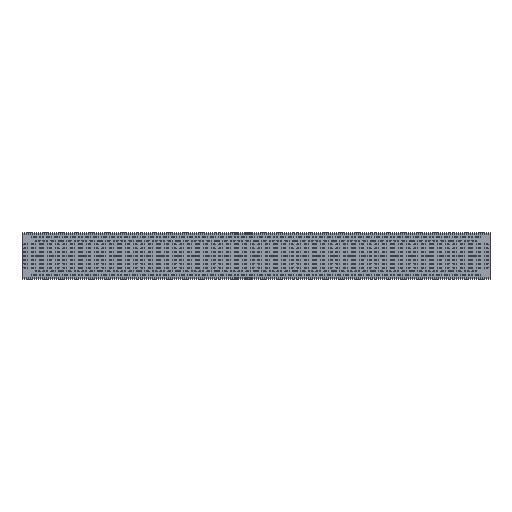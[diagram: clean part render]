
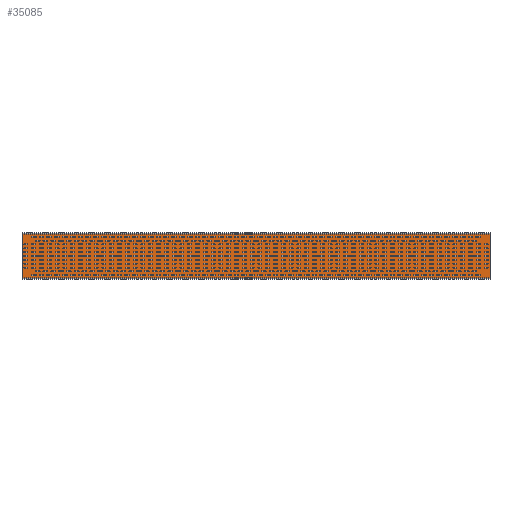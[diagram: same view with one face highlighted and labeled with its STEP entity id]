
A CAD part, top view. The second image highlights one B-rep face of the part: STEP entity #35085.
In plain terms, the highlighted planar face has unit normal (0, 0, 1).
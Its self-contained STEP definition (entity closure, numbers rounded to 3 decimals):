
#4477=FACE_OUTER_BOUND('',#5977,.T.);
#5977=EDGE_LOOP('',(#27824,#27825,#27826,#27827));
#10383=LINE('',#52736,#13267);
#10385=LINE('',#52745,#13269);
#10405=LINE('',#52796,#13289);
#10408=LINE('',#52801,#13292);
#13267=VECTOR('',#41011,1.);
#13269=VECTOR('',#41019,1.);
#13289=VECTOR('',#41069,1.);
#13292=VECTOR('',#41076,1.);
#16158=VERTEX_POINT('',#52733);
#16159=VERTEX_POINT('',#52735);
#16162=VERTEX_POINT('',#52742);
#16163=VERTEX_POINT('',#52744);
#21936=EDGE_CURVE('',#16159,#16158,#10383,.T.);
#21940=EDGE_CURVE('',#16162,#16163,#10385,.T.);
#21967=EDGE_CURVE('',#16163,#16158,#10405,.F.);
#21970=EDGE_CURVE('',#16162,#16159,#10408,.T.);
#27824=ORIENTED_EDGE('',*,*,#21967,.F.);
#27825=ORIENTED_EDGE('',*,*,#21940,.F.);
#27826=ORIENTED_EDGE('',*,*,#21970,.T.);
#27827=ORIENTED_EDGE('',*,*,#21936,.T.);
#33585=PLANE('',#36603);
#35085=ADVANCED_FACE('',(#4477),#33585,.T.);
#36603=AXIS2_PLACEMENT_3D('',#52816,#41098,#41099);
#41011=DIRECTION('',(0.,1.,0.));
#41019=DIRECTION('',(0.,1.,0.));
#41069=DIRECTION('',(-1.,0.,0.));
#41076=DIRECTION('',(1.,0.,0.));
#41098=DIRECTION('center_axis',(0.,0.,1.));
#41099=DIRECTION('ref_axis',(1.,0.,0.));
#52733=CARTESIAN_POINT('',(3009.971,335.548,-11.5));
#52735=CARTESIAN_POINT('',(3009.971,43.548,-11.5));
#52736=CARTESIAN_POINT('',(3009.971,189.548,-11.5));
#52742=CARTESIAN_POINT('',(-20.029,43.548,-11.5));
#52744=CARTESIAN_POINT('',(-20.029,335.548,-11.5));
#52745=CARTESIAN_POINT('',(-20.029,189.548,-11.5));
#52796=CARTESIAN_POINT('',(1494.971,335.548,-11.5));
#52801=CARTESIAN_POINT('',(1494.971,43.548,-11.5));
#52816=CARTESIAN_POINT('Origin',(1494.971,189.548,-11.5));
